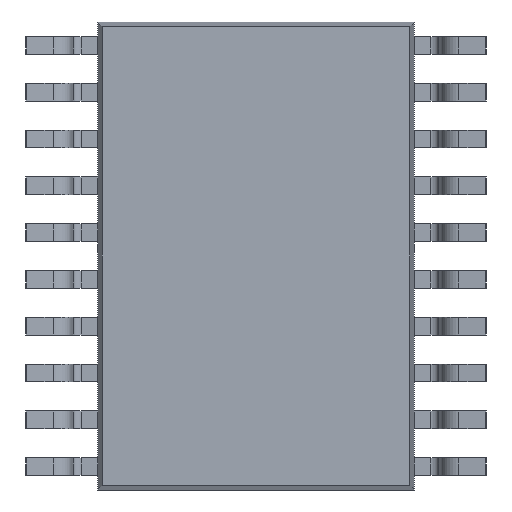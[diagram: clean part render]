
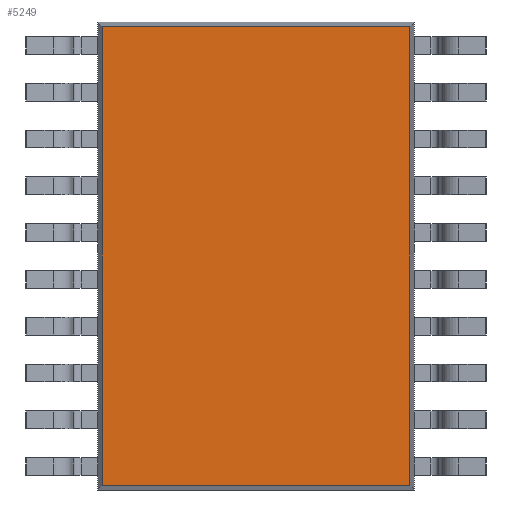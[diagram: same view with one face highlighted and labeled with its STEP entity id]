
A CAD part, front view. The second image highlights one B-rep face of the part: STEP entity #5249.
In plain terms, the highlighted planar face has unit normal (0, -1, 0).
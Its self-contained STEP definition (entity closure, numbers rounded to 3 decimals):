
#415 = EDGE_LOOP ( 'NONE', ( #1955, #5474, #9153, #993 ) ) ;
#993 = ORIENTED_EDGE ( 'NONE', *, *, #2907, .T. ) ;
#1396 = VECTOR ( 'NONE', #5407, 1000. ) ;
#1771 = DIRECTION ( 'NONE',  ( -1., 0., 0. ) ) ;
#1932 = CARTESIAN_POINT ( 'NONE',  ( 2.137, 0.15, -3.25 ) ) ;
#1955 = ORIENTED_EDGE ( 'NONE', *, *, #11256, .T. ) ;
#2249 = CARTESIAN_POINT ( 'NONE',  ( 2.137, 0.15, -3.187 ) ) ;
#2257 = CARTESIAN_POINT ( 'NONE',  ( -2.137, 0.15, 3.187 ) ) ;
#2720 = CARTESIAN_POINT ( 'NONE',  ( 2.2, 0.15, 3.187 ) ) ;
#2907 = EDGE_CURVE ( 'NONE', #10724, #13280, #11661, .T. ) ;
#3619 = DIRECTION ( 'NONE',  ( 0., 0., -1. ) ) ;
#4410 = VECTOR ( 'NONE', #6216, 1000. ) ;
#4591 = VERTEX_POINT ( 'NONE', #2257 ) ;
#4643 = EDGE_CURVE ( 'NONE', #4591, #10724, #13690, .T. ) ;
#4691 = VERTEX_POINT ( 'NONE', #6246 ) ;
#4730 = AXIS2_PLACEMENT_3D ( 'NONE', #12864, #13067, #3619 ) ;
#5139 = EDGE_CURVE ( 'NONE', #4691, #4591, #12261, .T. ) ;
#5249 = ADVANCED_FACE ( 'NONE', ( #7719 ), #10963, .T. ) ;
#5407 = DIRECTION ( 'NONE',  ( 1., 0., 0. ) ) ;
#5474 = ORIENTED_EDGE ( 'NONE', *, *, #5139, .T. ) ;
#6216 = DIRECTION ( 'NONE',  ( 0., 0., 1. ) ) ;
#6246 = CARTESIAN_POINT ( 'NONE',  ( 2.137, 0.15, 3.187 ) ) ;
#7127 = VECTOR ( 'NONE', #9502, 1000. ) ;
#7484 = CARTESIAN_POINT ( 'NONE',  ( -2.137, 0.15, 3.25 ) ) ;
#7719 = FACE_OUTER_BOUND ( 'NONE', #415, .T. ) ;
#7780 = VECTOR ( 'NONE', #1771, 1000. ) ;
#9153 = ORIENTED_EDGE ( 'NONE', *, *, #4643, .T. ) ;
#9502 = DIRECTION ( 'NONE',  ( 0., 0., -1. ) ) ;
#10724 = VERTEX_POINT ( 'NONE', #12476 ) ;
#10963 = PLANE ( 'NONE',  #4730 ) ;
#11256 = EDGE_CURVE ( 'NONE', #13280, #4691, #11478, .T. ) ;
#11478 = LINE ( 'NONE', #1932, #4410 ) ;
#11661 = LINE ( 'NONE', #12861, #1396 ) ;
#12261 = LINE ( 'NONE', #2720, #7780 ) ;
#12476 = CARTESIAN_POINT ( 'NONE',  ( -2.137, 0.15, -3.187 ) ) ;
#12861 = CARTESIAN_POINT ( 'NONE',  ( -2.2, 0.15, -3.187 ) ) ;
#12864 = CARTESIAN_POINT ( 'NONE',  ( 0., 0.15, 0. ) ) ;
#13067 = DIRECTION ( 'NONE',  ( 0., -1., 0. ) ) ;
#13280 = VERTEX_POINT ( 'NONE', #2249 ) ;
#13690 = LINE ( 'NONE', #7484, #7127 ) ;
